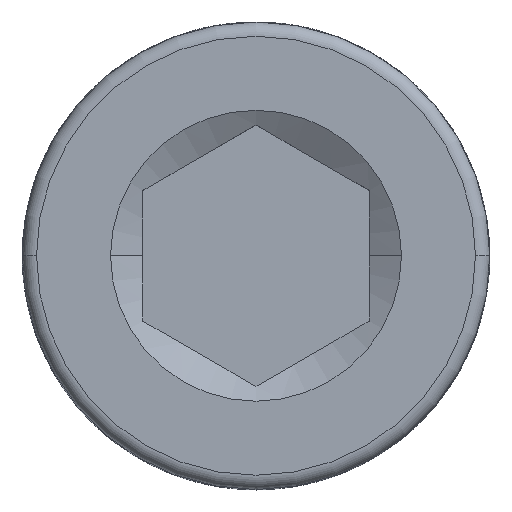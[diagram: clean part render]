
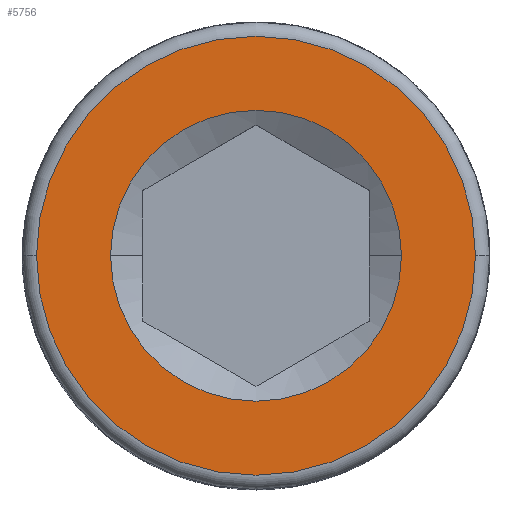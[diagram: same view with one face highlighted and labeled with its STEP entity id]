
A CAD part, top view. The second image highlights one B-rep face of the part: STEP entity #5756.
In plain terms, the highlighted planar face has unit normal (0, 0, 1).
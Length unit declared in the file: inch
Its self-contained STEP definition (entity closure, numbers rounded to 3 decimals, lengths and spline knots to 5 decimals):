
#639 = DIRECTION ( 'NONE',  ( 1., 0., 0. ) ) ;
#905 = ORIENTED_EDGE ( 'NONE', *, *, #10399, .F. ) ;
#1006 = CARTESIAN_POINT ( 'NONE',  ( 0., 0., 0.3815 ) ) ;
#1238 = EDGE_CURVE ( 'NONE', #11288, #3022, #5311, .T. ) ;
#1296 = CARTESIAN_POINT ( 'NONE',  ( 0.1061, 0., 0.3815 ) ) ;
#1606 = FACE_BOUND ( 'NONE', #3308, .T. ) ;
#1960 = PLANE ( 'NONE',  #10068 ) ;
#2219 = VERTEX_POINT ( 'NONE', #1296 ) ;
#2247 = DIRECTION ( 'NONE',  ( 0., 0., 1. ) ) ;
#2345 = CARTESIAN_POINT ( 'NONE',  ( 0., 0., 0.3815 ) ) ;
#3022 = VERTEX_POINT ( 'NONE', #3469 ) ;
#3308 = EDGE_LOOP ( 'NONE', ( #905, #5494 ) ) ;
#3344 = CIRCLE ( 'NONE', #10231, 0.07031 ) ;
#3469 = CARTESIAN_POINT ( 'NONE',  ( 0.07031, 0., 0.3815 ) ) ;
#3604 = DIRECTION ( 'NONE',  ( 0., 0., 1. ) ) ;
#4159 = DIRECTION ( 'NONE',  ( 0., 0., 1. ) ) ;
#4783 = AXIS2_PLACEMENT_3D ( 'NONE', #2345, #6734, #10274 ) ;
#4895 = CIRCLE ( 'NONE', #4783, 0.1061 ) ;
#5070 = EDGE_CURVE ( 'NONE', #10701, #2219, #10881, .T. ) ;
#5270 = CARTESIAN_POINT ( 'NONE',  ( -0.07031, 0., 0.3815 ) ) ;
#5304 = CARTESIAN_POINT ( 'NONE',  ( -0.1061, 0., 0.3815 ) ) ;
#5311 = CIRCLE ( 'NONE', #5377, 0.07031 ) ;
#5377 = AXIS2_PLACEMENT_3D ( 'NONE', #6867, #4159, #639 ) ;
#5494 = ORIENTED_EDGE ( 'NONE', *, *, #1238, .F. ) ;
#5756 = ADVANCED_FACE ( 'NONE', ( #1606, #9142 ), #1960, .T. ) ;
#5774 = ORIENTED_EDGE ( 'NONE', *, *, #5070, .F. ) ;
#6734 = DIRECTION ( 'NONE',  ( 0., 0., -1. ) ) ;
#6867 = CARTESIAN_POINT ( 'NONE',  ( 0., 0., 0.3815 ) ) ;
#7525 = AXIS2_PLACEMENT_3D ( 'NONE', #1006, #10626, #9754 ) ;
#8089 = DIRECTION ( 'NONE',  ( 1., 0., 0. ) ) ;
#8433 = DIRECTION ( 'NONE',  ( 1., 0., 0. ) ) ;
#8828 = ORIENTED_EDGE ( 'NONE', *, *, #9216, .F. ) ;
#9142 = FACE_OUTER_BOUND ( 'NONE', #10306, .T. ) ;
#9211 = CARTESIAN_POINT ( 'NONE',  ( 0., 0., 0.3815 ) ) ;
#9216 = EDGE_CURVE ( 'NONE', #2219, #10701, #4895, .T. ) ;
#9754 = DIRECTION ( 'NONE',  ( -1., 0., 0. ) ) ;
#9757 = CARTESIAN_POINT ( 'NONE',  ( 0., 0.1061, 0.3815 ) ) ;
#10068 = AXIS2_PLACEMENT_3D ( 'NONE', #9757, #3604, #8089 ) ;
#10231 = AXIS2_PLACEMENT_3D ( 'NONE', #9211, #2247, #8433 ) ;
#10274 = DIRECTION ( 'NONE',  ( -1., 0., 0. ) ) ;
#10306 = EDGE_LOOP ( 'NONE', ( #5774, #8828 ) ) ;
#10399 = EDGE_CURVE ( 'NONE', #3022, #11288, #3344, .T. ) ;
#10626 = DIRECTION ( 'NONE',  ( 0., 0., -1. ) ) ;
#10701 = VERTEX_POINT ( 'NONE', #5304 ) ;
#10881 = CIRCLE ( 'NONE', #7525, 0.1061 ) ;
#11288 = VERTEX_POINT ( 'NONE', #5270 ) ;
